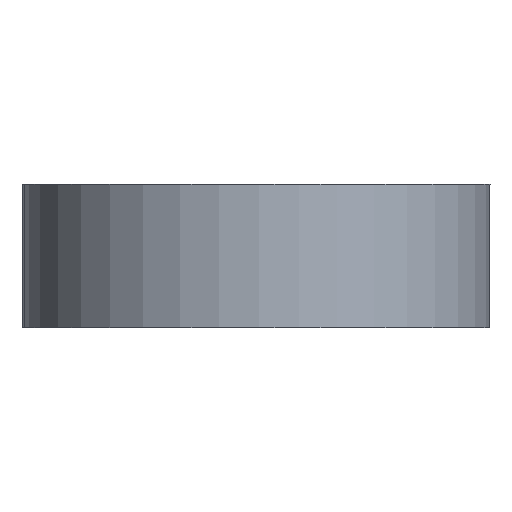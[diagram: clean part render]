
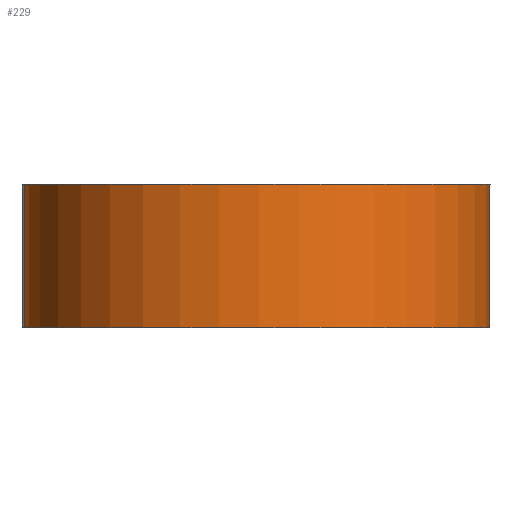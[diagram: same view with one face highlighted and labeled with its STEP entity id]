
A CAD part, front view. The second image highlights one B-rep face of the part: STEP entity #229.
In plain terms, the highlighted cylindrical face has radius 16.225 mm (diameter 32.45 mm), a partial arc.
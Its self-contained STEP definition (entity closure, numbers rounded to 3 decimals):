
#17=CYLINDRICAL_SURFACE('',#261,16.225);
#27=CIRCLE('',#258,16.225);
#29=CIRCLE('',#262,16.225);
#39=FACE_OUTER_BOUND('',#54,.T.);
#54=EDGE_LOOP('',(#192,#193,#194,#195));
#77=LINE('',#382,#99);
#78=LINE('',#386,#100);
#99=VECTOR('',#315,1.);
#100=VECTOR('',#320,1.);
#117=VERTEX_POINT('',#372);
#118=VERTEX_POINT('',#374);
#120=VERTEX_POINT('',#380);
#121=VERTEX_POINT('',#384);
#143=EDGE_CURVE('',#117,#118,#27,.T.);
#147=EDGE_CURVE('',#120,#117,#77,.T.);
#148=EDGE_CURVE('',#121,#120,#29,.T.);
#149=EDGE_CURVE('',#118,#121,#78,.T.);
#192=ORIENTED_EDGE('',*,*,#147,.F.);
#193=ORIENTED_EDGE('',*,*,#148,.F.);
#194=ORIENTED_EDGE('',*,*,#149,.F.);
#195=ORIENTED_EDGE('',*,*,#143,.F.);
#229=ADVANCED_FACE('',(#39),#17,.T.);
#258=AXIS2_PLACEMENT_3D('',#375,#307,#308);
#261=AXIS2_PLACEMENT_3D('',#383,#316,#317);
#262=AXIS2_PLACEMENT_3D('',#385,#318,#319);
#307=DIRECTION('center_axis',(0.,0.,
-1.));
#308=DIRECTION('ref_axis',(0.194,-0.981,0.));
#315=DIRECTION('',(0.,0.,-1.));
#316=DIRECTION('center_axis',(0.,0.,
-1.));
#317=DIRECTION('ref_axis',(0.006,-1.,0.));
#318=DIRECTION('center_axis',(0.,0.,1.));
#319=DIRECTION('ref_axis',(0.257,-0.966,0.));
#320=DIRECTION('',(0.,0.,1.));
#372=CARTESIAN_POINT('',(101.125,779.124,109.998));
#374=CARTESIAN_POINT('',(89.125,779.054,109.998));
#375=CARTESIAN_POINT('Origin',(95.212,764.014,109.998));
#380=CARTESIAN_POINT('',(101.125,779.124,119.998));
#382=CARTESIAN_POINT('',(101.125,779.124,114.998));
#383=CARTESIAN_POINT('Origin',(95.212,764.014,109.998));
#384=CARTESIAN_POINT('',(89.125,779.054,119.998));
#385=CARTESIAN_POINT('Origin',(95.212,764.014,119.998));
#386=CARTESIAN_POINT('',(89.125,779.054,114.998));
